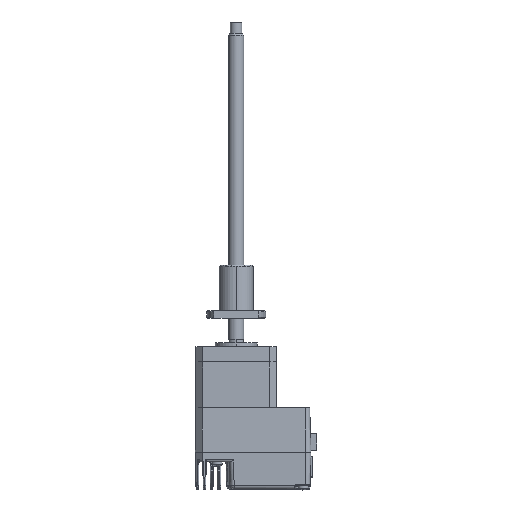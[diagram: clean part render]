
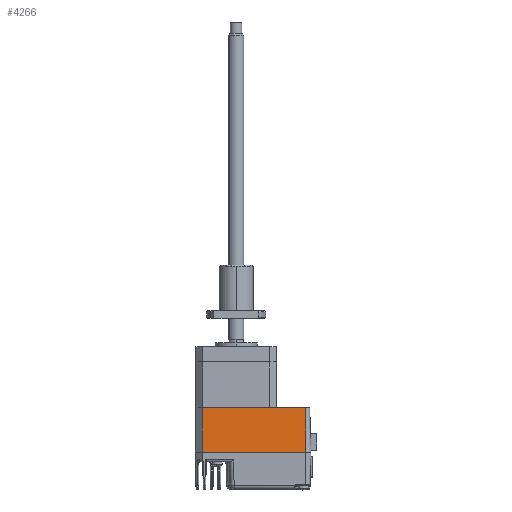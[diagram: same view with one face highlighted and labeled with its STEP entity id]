
A CAD part, top view. The second image highlights one B-rep face of the part: STEP entity #4266.
In plain terms, the highlighted planar face has unit normal (0, 0.026, 1).
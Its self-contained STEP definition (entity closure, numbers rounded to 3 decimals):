
#350 = DIRECTION ( 'NONE',  ( 1., 0., 0. ) ) ;
#618 = EDGE_LOOP ( 'NONE', ( #1542, #7011, #14284, #17810 ) ) ;
#1542 = ORIENTED_EDGE ( 'NONE', *, *, #4295, .T. ) ;
#2089 = CARTESIAN_POINT ( 'NONE',  ( 40.319, -74.408, 76.265 ) ) ;
#3435 = LINE ( 'NONE', #4105, #5175 ) ;
#3641 = EDGE_CURVE ( 'NONE', #14133, #5035, #6360, .T. ) ;
#4105 = CARTESIAN_POINT ( 'NONE',  ( 40.319, -50.908, 75.65 ) ) ;
#4256 = CARTESIAN_POINT ( 'NONE',  ( -14.336, -74.408, 76.265 ) ) ;
#4266 = ADVANCED_FACE ( 'NONE', ( #17560 ), #15550, .T. ) ;
#4295 = EDGE_CURVE ( 'NONE', #16210, #14133, #8279, .T. ) ;
#4319 = CARTESIAN_POINT ( 'NONE',  ( -14.081, -74.408, 76.265 ) ) ;
#4452 = DIRECTION ( 'NONE',  ( 0., 1., -0.026 ) ) ;
#5035 = VERTEX_POINT ( 'NONE', #4256 ) ;
#5175 = VECTOR ( 'NONE', #4452, 1000. ) ;
#6027 = DIRECTION ( 'NONE',  ( -1., 0., 0. ) ) ;
#6141 = CARTESIAN_POINT ( 'NONE',  ( -14.081, -50.908, 75.65 ) ) ;
#6360 = LINE ( 'NONE', #6141, #7658 ) ;
#6769 = VECTOR ( 'NONE', #6027, 1000. ) ;
#7011 = ORIENTED_EDGE ( 'NONE', *, *, #3641, .T. ) ;
#7294 = CARTESIAN_POINT ( 'NONE',  ( -14.081, -50.908, 75.65 ) ) ;
#7658 = VECTOR ( 'NONE', #12759, 1000. ) ;
#8279 = LINE ( 'NONE', #10076, #6769 ) ;
#8662 = EDGE_CURVE ( 'NONE', #12794, #16210, #3435, .T. ) ;
#9870 = CARTESIAN_POINT ( 'NONE',  ( 40.319, -50.908, 75.65 ) ) ;
#10076 = CARTESIAN_POINT ( 'NONE',  ( -14.081, -50.908, 75.65 ) ) ;
#10676 = EDGE_CURVE ( 'NONE', #5035, #12794, #14598, .T. ) ;
#10943 = VECTOR ( 'NONE', #350, 1000. ) ;
#12759 = DIRECTION ( 'NONE',  ( -0.011, -1., 0.026 ) ) ;
#12794 = VERTEX_POINT ( 'NONE', #2089 ) ;
#12867 = DIRECTION ( 'NONE',  ( 0., 0.026, 1. ) ) ;
#13118 = AXIS2_PLACEMENT_3D ( 'NONE', #7294, #12867, #14224 ) ;
#14133 = VERTEX_POINT ( 'NONE', #15326 ) ;
#14224 = DIRECTION ( 'NONE',  ( 0., -1., 0.026 ) ) ;
#14284 = ORIENTED_EDGE ( 'NONE', *, *, #10676, .T. ) ;
#14598 = LINE ( 'NONE', #4319, #10943 ) ;
#15326 = CARTESIAN_POINT ( 'NONE',  ( -14.081, -50.908, 75.65 ) ) ;
#15550 = PLANE ( 'NONE',  #13118 ) ;
#16210 = VERTEX_POINT ( 'NONE', #9870 ) ;
#17560 = FACE_OUTER_BOUND ( 'NONE', #618, .T. ) ;
#17810 = ORIENTED_EDGE ( 'NONE', *, *, #8662, .T. ) ;
